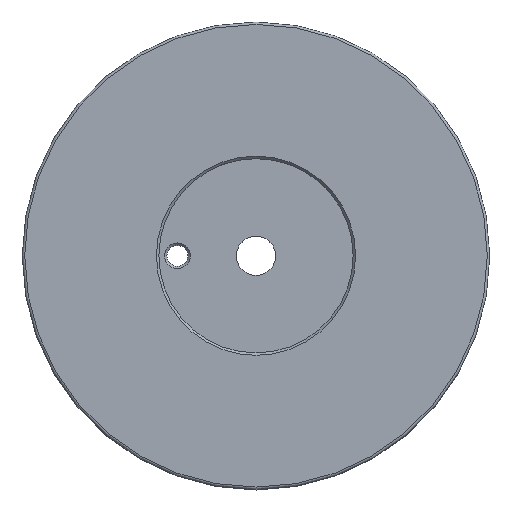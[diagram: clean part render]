
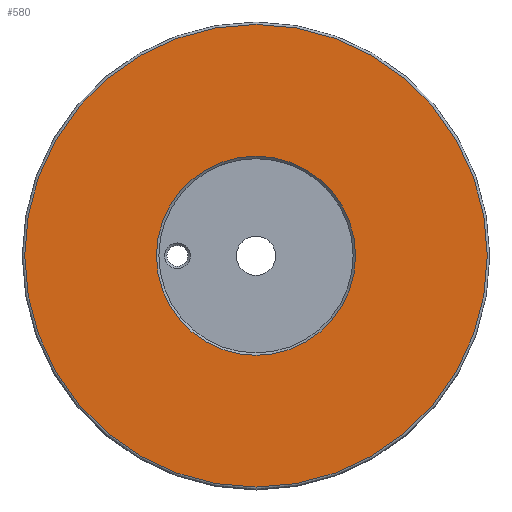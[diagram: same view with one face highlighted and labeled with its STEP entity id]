
A CAD part, top view. The second image highlights one B-rep face of the part: STEP entity #580.
In plain terms, the highlighted planar face has unit normal (0, 0, 1).
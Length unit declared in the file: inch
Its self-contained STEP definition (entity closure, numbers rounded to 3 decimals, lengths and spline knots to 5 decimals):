
#29=FACE_BOUND('',#156,.T.);
#42=PLANE('',#638);
#115=FACE_OUTER_BOUND('',#155,.T.);
#155=EDGE_LOOP('',(#409));
#156=EDGE_LOOP('',(#410));
#206=CIRCLE('',#633,2.94375);
#210=CIRCLE('',#639,1.26725);
#262=VERTEX_POINT('',#938);
#265=VERTEX_POINT('',#948);
#316=EDGE_CURVE('',#262,#262,#206,.T.);
#321=EDGE_CURVE('',#265,#265,#210,.T.);
#409=ORIENTED_EDGE('',*,*,#316,.F.);
#410=ORIENTED_EDGE('',*,*,#321,.F.);
#580=ADVANCED_FACE('',(#115,#29),#42,.T.);
#633=AXIS2_PLACEMENT_3D('',#939,#729,#730);
#638=AXIS2_PLACEMENT_3D('',#947,#740,#741);
#639=AXIS2_PLACEMENT_3D('',#949,#742,#743);
#729=DIRECTION('center_axis',(0.,0.,-1.));
#730=DIRECTION('ref_axis',(1.,0.,0.));
#740=DIRECTION('center_axis',(0.,0.,1.));
#741=DIRECTION('ref_axis',(1.,0.,0.));
#742=DIRECTION('center_axis',(0.,0.,1.));
#743=DIRECTION('ref_axis',(1.,0.,0.));
#938=CARTESIAN_POINT('',(-2.94375,0.,0.375));
#939=CARTESIAN_POINT('Origin',(0.,0.,0.375));
#947=CARTESIAN_POINT('Origin',(0.,0.,0.375));
#948=CARTESIAN_POINT('',(-1.26725,0.,0.375));
#949=CARTESIAN_POINT('Origin',(0.,0.,0.375));
